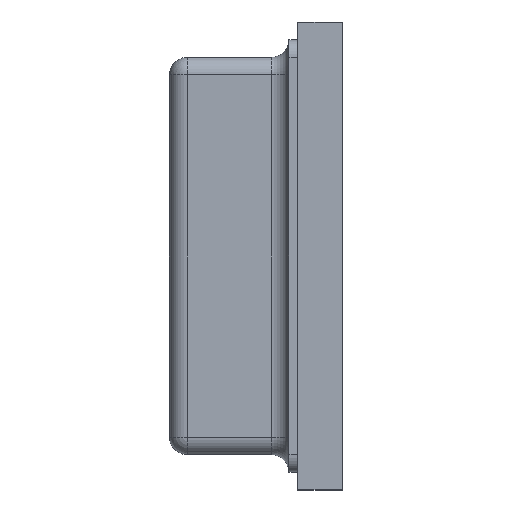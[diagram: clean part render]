
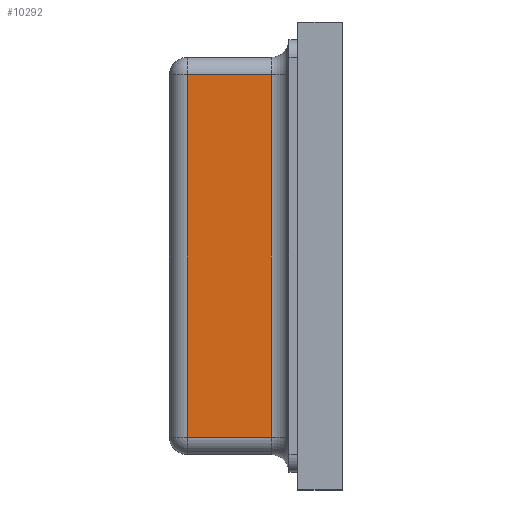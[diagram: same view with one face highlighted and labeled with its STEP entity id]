
A CAD part, left-side view. The second image highlights one B-rep face of the part: STEP entity #10292.
In plain terms, the highlighted planar face has unit normal (-1, 0, 0).
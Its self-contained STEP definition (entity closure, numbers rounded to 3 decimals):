
#853 = CARTESIAN_POINT ( 'NONE',  ( -1.55, 0.98, -1.025 ) ) ;
#923 = LINE ( 'NONE', #5698, #19586 ) ;
#1425 = CARTESIAN_POINT ( 'NONE',  ( -1.55, 0.98, -1.025 ) ) ;
#2289 = CARTESIAN_POINT ( 'NONE',  ( -1.55, 0.88, -1.025 ) ) ;
#2711 = EDGE_CURVE ( 'NONE', #16553, #7980, #12458, .T. ) ;
#3483 = FACE_OUTER_BOUND ( 'NONE', #10057, .T. ) ;
#3593 = DIRECTION ( 'NONE',  ( 0., -1., 0. ) ) ;
#4273 = CARTESIAN_POINT ( 'NONE',  ( -1.55, 0.404, -1.025 ) ) ;
#4358 = VECTOR ( 'NONE', #3593, 1000. ) ;
#4913 = EDGE_CURVE ( 'NONE', #14932, #18211, #8391, .T. ) ;
#5080 = DIRECTION ( 'NONE',  ( 0., 0., -1. ) ) ;
#5367 = VECTOR ( 'NONE', #6917, 1000. ) ;
#5698 = CARTESIAN_POINT ( 'NONE',  ( -1.55, 0.88, -1.025 ) ) ;
#6361 = AXIS2_PLACEMENT_3D ( 'NONE', #1425, #7490, #5080 ) ;
#6917 = DIRECTION ( 'NONE',  ( 0., -1., 0. ) ) ;
#7490 = DIRECTION ( 'NONE',  ( 1., 0., 0. ) ) ;
#7980 = VERTEX_POINT ( 'NONE', #14407 ) ;
#8249 = ORIENTED_EDGE ( 'NONE', *, *, #2711, .F. ) ;
#8391 = LINE ( 'NONE', #853, #5367 ) ;
#9080 = ORIENTED_EDGE ( 'NONE', *, *, #14594, .T. ) ;
#10057 = EDGE_LOOP ( 'NONE', ( #10669, #9080, #8249, #11359 ) ) ;
#10219 = DIRECTION ( 'NONE',  ( 0., 0., 1. ) ) ;
#10292 = ADVANCED_FACE ( 'NONE', ( #3483 ), #15629, .F. ) ;
#10669 = ORIENTED_EDGE ( 'NONE', *, *, #4913, .T. ) ;
#11163 = CARTESIAN_POINT ( 'NONE',  ( -1.55, 0.98, 1.025 ) ) ;
#11359 = ORIENTED_EDGE ( 'NONE', *, *, #19455, .T. ) ;
#11908 = LINE ( 'NONE', #16191, #14088 ) ;
#12458 = LINE ( 'NONE', #11163, #4358 ) ;
#14088 = VECTOR ( 'NONE', #10219, 1000. ) ;
#14407 = CARTESIAN_POINT ( 'NONE',  ( -1.55, 0.404, 1.025 ) ) ;
#14594 = EDGE_CURVE ( 'NONE', #18211, #7980, #11908, .T. ) ;
#14932 = VERTEX_POINT ( 'NONE', #2289 ) ;
#15629 = PLANE ( 'NONE',  #6361 ) ;
#16191 = CARTESIAN_POINT ( 'NONE',  ( -1.55, 0.404, 1.025 ) ) ;
#16553 = VERTEX_POINT ( 'NONE', #19130 ) ;
#17846 = DIRECTION ( 'NONE',  ( 0., 0., -1. ) ) ;
#18211 = VERTEX_POINT ( 'NONE', #4273 ) ;
#19130 = CARTESIAN_POINT ( 'NONE',  ( -1.55, 0.88, 1.025 ) ) ;
#19455 = EDGE_CURVE ( 'NONE', #16553, #14932, #923, .T. ) ;
#19586 = VECTOR ( 'NONE', #17846, 1000. ) ;
